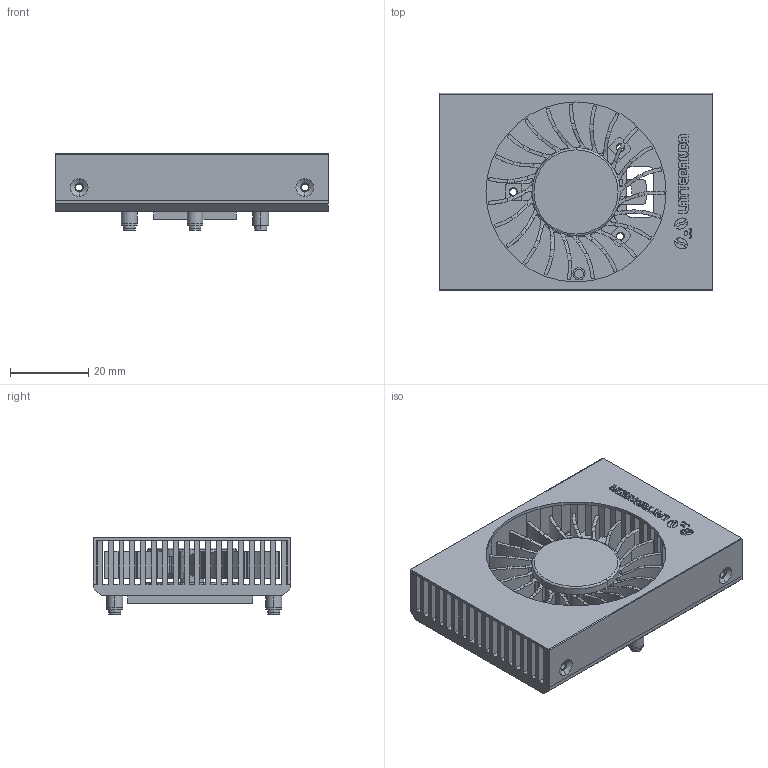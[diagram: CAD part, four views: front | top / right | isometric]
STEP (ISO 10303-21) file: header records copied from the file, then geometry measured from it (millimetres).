
FILE_DESCRIPTION (( 'STEP AP203' ), '1' );
FILE_NAME ('STH-1245.STEP', '2025-09-25T03:54:26', ( 'A' ), ( 'Organization' ), 'SwSTEP 2.0', 'SolidWorks 2023', '' );
FILE_SCHEMA (( 'CONFIG_CONTROL_DESIGN' ));
Length unit declared in the file: millimetre
Products named in the file (12): ZUO.STEP; BREP_960.STEP; STH-1245.STEP; STH-1245(2).STEP; 0105______6pcs.STEP; YE.STEP; STH-1245; BREP_2.STEP; DOCUMENT_A_ASM.STEP; BREP_962.STEP; BREP_961.STEP; B5010(2).STEP
Assembly tree (11 placements, depth 5):
  STH-1245
    STH-1245.STEP
      STH-1245(2).STEP
        DOCUMENT_A_ASM.STEP
          BREP_2.STEP
          BREP_960.STEP
          BREP_961.STEP
          BREP_962.STEP
        0105______6pcs.STEP
    B5010(2).STEP
      YE.STEP
      ZUO.STEP
Bounding box: 69.6 x 50.35 x 19.5 mm (x, y, z)
Volume: 24308.6 mm3; surface area: 35340.3 mm2
Topology: 11 solids, 13 shells, 983 faces, 2762 edges, 1829 vertices
Faces by surface type: cylinder 441, plane 375, bspline 59, cone 55, torus 53
Entity records: 36537 total; most frequent: CARTESIAN_POINT 9999, ORIENTED_EDGE 5524, DIRECTION 5029, EDGE_CURVE 2762, AXIS2_PLACEMENT_3D 1863, VERTEX_POINT 1829, VECTOR 1303, LINE 1303
